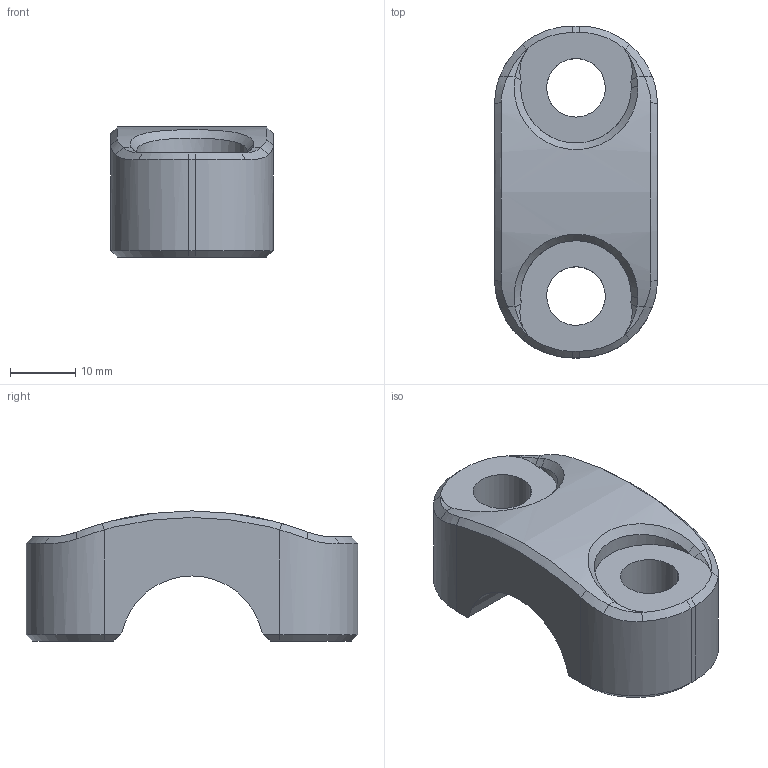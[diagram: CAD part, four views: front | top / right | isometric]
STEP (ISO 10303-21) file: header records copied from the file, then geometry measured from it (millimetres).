
FILE_DESCRIPTION(('CATIA V5 STEP Exchange'),'2;1');
FILE_NAME('pontet 2 bresson.stp','2021-10-23T11:27:03+00:00',('none'),('none'),'CATIA Version 5 Release 21 GA (IN-10)','CATIA V5 STEP AP203','none');
FILE_SCHEMA(('CONFIG_CONTROL_DESIGN'));
Length unit declared in the file: millimetre
Products named in the file (1): pontet 2 bresson
Bounding box: 25 x 51 x 20 mm (x, y, z)
Volume: 14008.3 mm3; surface area: 5168.3 mm2
Topology: 1 solids, 1 shells, 62 faces, 166 edges, 104 vertices
Faces by surface type: bspline 22, cylinder 18, plane 18, cone 4
Entity records: 4319 total; most frequent: CARTESIAN_POINT 2982, ORIENTED_EDGE 332, EDGE_CURVE 166, DIRECTION 154, VERTEX_POINT 104, B_SPLINE_CURVE_WITH_KNOTS 80, AXIS2_PLACEMENT_3D 67, EDGE_LOOP 64
